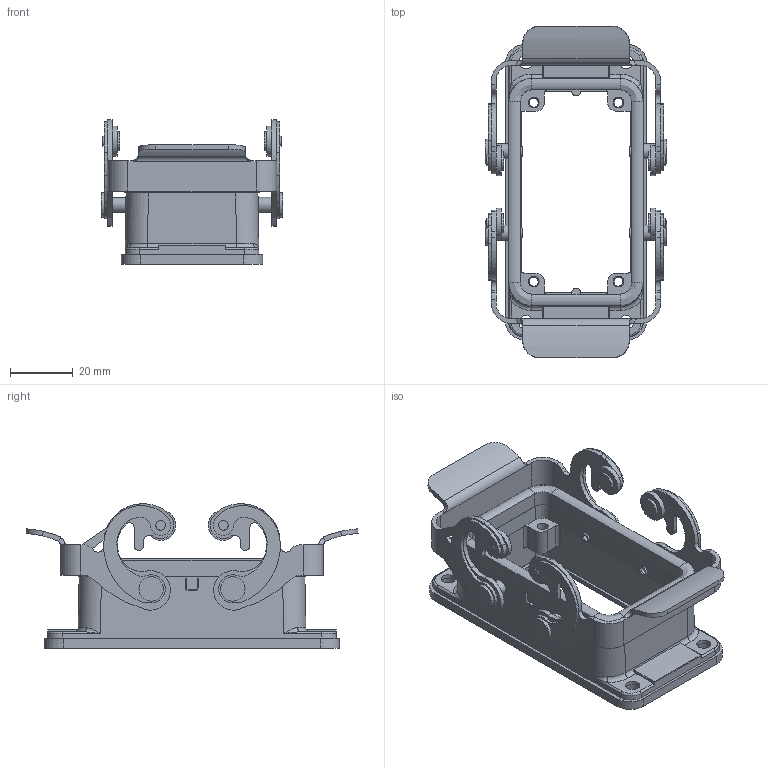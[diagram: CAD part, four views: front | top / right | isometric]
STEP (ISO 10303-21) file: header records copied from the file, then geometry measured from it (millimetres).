
FILE_DESCRIPTION(/* description */ (''),/* implementation_level */ '2;1');
FILE_NAME(/* name */ 'H10B-BK-2L&S.stp',/* time_stamp */ '2023-03-07T12:39:33+08:00',/* author */ (''),/* organization */ (''),/* preprocessor_version */ 'ST-DEVELOPER v16',/* originating_system */ 'SIEMENS PLM Software NX 10.0',/* authorisation */ '');
FILE_SCHEMA (('AUTOMOTIVE_DESIGN { 1 0 10303 214 3 1 1 1 }'));
Length unit declared in the file: millimetre
Products named in the file (1): Admi33E800084m8w
Bounding box: 58 x 105.86 x 46.01 mm (x, y, z)
Volume: 34461.6 mm3; surface area: 32297.7 mm2
Topology: 1 solids, 3 shells, 593 faces, 1519 edges, 983 vertices
Faces by surface type: cylinder 288, plane 224, bspline 53, cone 10, revolution 8, torus 4, extrusion 4, sphere 2
Full cylindrical faces by diameter (mm): 2.4 x4, 2.843 x4, 3 x4, 3.1 x4, 3.4 x4, 3.9 x8, 4.5 x8, 4.8 x4, 4.9 x4, 6 x4, 7.8 x4, 9.6 x4
Entity records: 19423 total; most frequent: CARTESIAN_POINT 5476, DIRECTION 2888, ORIENTED_EDGE 2852, EDGE_CURVE 1426, AXIS2_PLACEMENT_3D 1117, VERTEX_POINT 956, EDGE_LOOP 732, VECTOR 646
